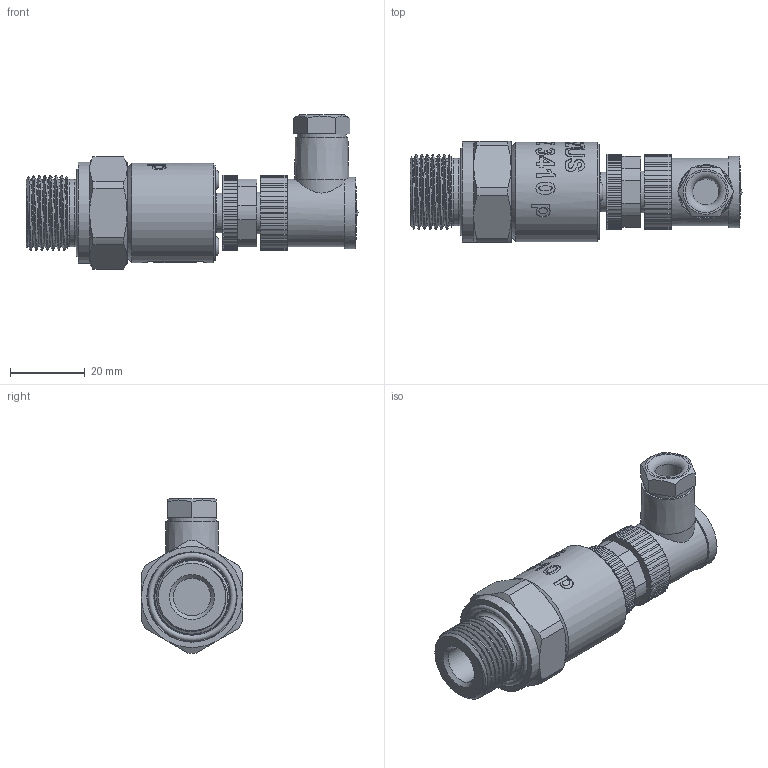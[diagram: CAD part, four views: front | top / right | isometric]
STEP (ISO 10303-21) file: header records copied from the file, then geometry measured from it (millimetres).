
FILE_DESCRIPTION(/* description */ (''),/* implementation_level */ '2;1');
FILE_NAME(/* name */ 'ASZ3410p_M20x1,5DIN-openport-pvdf_M12x1-angular.step',/* time_stamp */ '2021-07-29T10:35:32+03:00',/* author */ (''),/* organization */ (''),/* preprocessor_version */ 'ST-DEVELOPER v18.1',/* originating_system */ 'Autodesk Translation Framework v10.9.0.1377',/* authorisation */ '');
FILE_SCHEMA (('AUTOMOTIVE_DESIGN { 1 0 10303 214 3 1 1 }'));
Length unit declared in the file: millimetre
Products named in the file (4): АСЗ 3420(3410) p - filled; block; M12x1 female angular v10; M20x1,5DIN openport PVDF (not real) v2
Assembly tree (3 placements, depth 2):
  АСЗ 3420(3410) p - filled
    block
    M12x1 female angular v10
    M20x1,5DIN openport PVDF (not real) v2
Bounding box: 88.66 x 27 x 41.2 mm (x, y, z)
Volume: 34937.8 mm3; surface area: 13898.8 mm2
Topology: 5 solids, 7 shells, 800 faces, 2155 edges, 1426 vertices
Faces by surface type: bspline 330, cylinder 286, plane 146, cone 24, torus 13, sphere 1
Full cylindrical faces by diameter (mm): 1 x8, 4.34 x2, 5.4 x2, 7 x1, 8 x1, 8.2 x1, 9.471 x2, 10 x1, 10.6 x2, 10.741 x5, 11.035 x4, 11.156 x1, 11.884 x4, 12.152 x4, 13 x1, 18 x2, 18.137 x6, 19 x1, 19.85 x6, 20.5 x1, 23.7 x1, 26.5 x1, 26.98 x1
Entity records: 35298 total; most frequent: CARTESIAN_POINT 17093, ORIENTED_EDGE 4310, DIRECTION 2873, EDGE_CURVE 2155, VERTEX_POINT 1426, AXIS2_PLACEMENT_3D 1022, EDGE_LOOP 861, LINE 829
